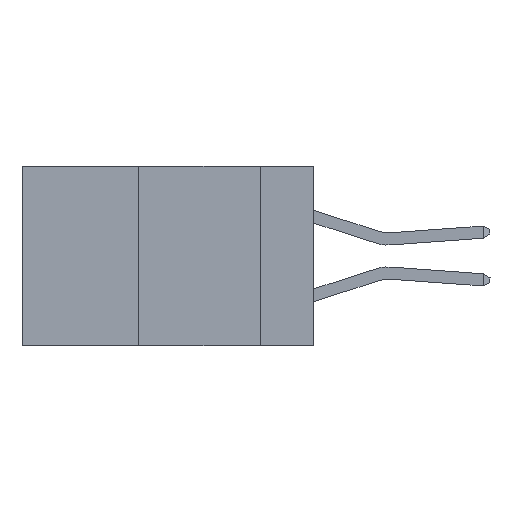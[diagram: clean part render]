
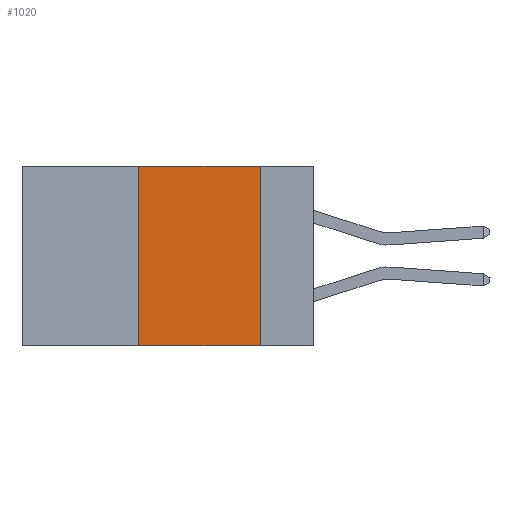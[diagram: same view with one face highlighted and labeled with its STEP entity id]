
A CAD part, left-side view. The second image highlights one B-rep face of the part: STEP entity #1020.
In plain terms, the highlighted planar face has unit normal (-1, 0, 0).
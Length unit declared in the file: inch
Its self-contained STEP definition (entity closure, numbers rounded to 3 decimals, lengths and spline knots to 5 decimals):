
#49 = VECTOR ( 'NONE', #3614, 39.37008 ) ;
#467 = DIRECTION ( 'NONE',  ( 0., -1., 0. ) ) ;
#693 = CARTESIAN_POINT ( 'NONE',  ( 0., 0.11, 0. ) ) ;
#978 = PLANE ( 'NONE',  #1385 ) ;
#1020 = ADVANCED_FACE ( 'NONE', ( #7324 ), #978, .F. ) ;
#1035 = VERTEX_POINT ( 'NONE', #8077 ) ;
#1068 = LINE ( 'NONE', #2517, #4668 ) ;
#1385 = AXIS2_PLACEMENT_3D ( 'NONE', #2389, #3105, #2444 ) ;
#1501 = EDGE_LOOP ( 'NONE', ( #8204, #3589, #6228, #1978 ) ) ;
#1978 = ORIENTED_EDGE ( 'NONE', *, *, #3564, .T. ) ;
#2365 = VERTEX_POINT ( 'NONE', #6329 ) ;
#2389 = CARTESIAN_POINT ( 'NONE',  ( 0., 0.6, 0. ) ) ;
#2444 = DIRECTION ( 'NONE',  ( 0., 0., -1. ) ) ;
#2517 = CARTESIAN_POINT ( 'NONE',  ( 0., 0.6, -0.37 ) ) ;
#2815 = EDGE_CURVE ( 'NONE', #6743, #1035, #6014, .T. ) ;
#3105 = DIRECTION ( 'NONE',  ( 1., 0., 0. ) ) ;
#3261 = DIRECTION ( 'NONE',  ( 0., -1., 0. ) ) ;
#3357 = LINE ( 'NONE', #4694, #4214 ) ;
#3380 = VECTOR ( 'NONE', #4922, 39.37008 ) ;
#3564 = EDGE_CURVE ( 'NONE', #8452, #1035, #1068, .T. ) ;
#3571 = CARTESIAN_POINT ( 'NONE',  ( 0., 0.11, 0. ) ) ;
#3589 = ORIENTED_EDGE ( 'NONE', *, *, #4337, .F. ) ;
#3614 = DIRECTION ( 'NONE',  ( 0., 0., 1. ) ) ;
#4214 = VECTOR ( 'NONE', #467, 39.37008 ) ;
#4337 = EDGE_CURVE ( 'NONE', #2365, #6743, #3357, .T. ) ;
#4668 = VECTOR ( 'NONE', #3261, 39.37008 ) ;
#4694 = CARTESIAN_POINT ( 'NONE',  ( 0., 0.6, 0. ) ) ;
#4922 = DIRECTION ( 'NONE',  ( 0., 0., -1. ) ) ;
#5219 = LINE ( 'NONE', #5795, #49 ) ;
#5223 = EDGE_CURVE ( 'NONE', #8452, #2365, #5219, .T. ) ;
#5795 = CARTESIAN_POINT ( 'NONE',  ( 0., 0.36, 0. ) ) ;
#6014 = LINE ( 'NONE', #3571, #3380 ) ;
#6228 = ORIENTED_EDGE ( 'NONE', *, *, #5223, .F. ) ;
#6329 = CARTESIAN_POINT ( 'NONE',  ( 0., 0.36, 0. ) ) ;
#6743 = VERTEX_POINT ( 'NONE', #693 ) ;
#7324 = FACE_OUTER_BOUND ( 'NONE', #1501, .T. ) ;
#8077 = CARTESIAN_POINT ( 'NONE',  ( 0., 0.11, -0.37 ) ) ;
#8204 = ORIENTED_EDGE ( 'NONE', *, *, #2815, .F. ) ;
#8452 = VERTEX_POINT ( 'NONE', #8773 ) ;
#8773 = CARTESIAN_POINT ( 'NONE',  ( 0., 0.36, -0.37 ) ) ;
